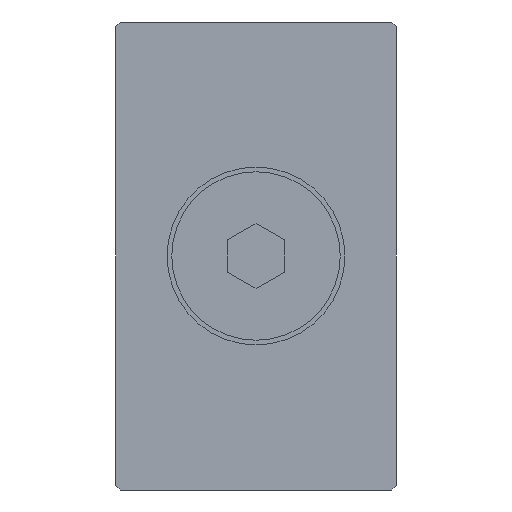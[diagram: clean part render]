
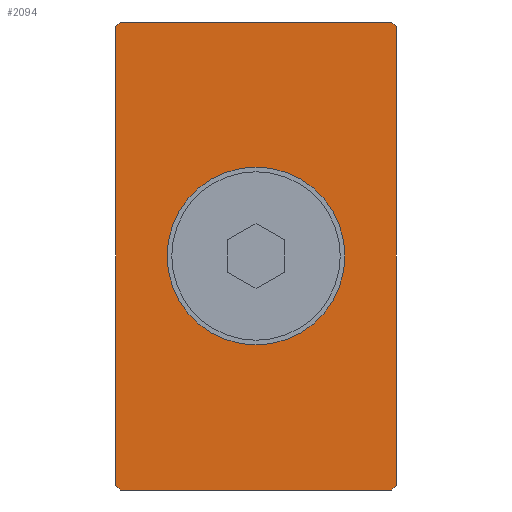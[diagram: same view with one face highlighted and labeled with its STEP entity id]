
A CAD part, front view. The second image highlights one B-rep face of the part: STEP entity #2094.
In plain terms, the highlighted planar face has unit normal (0, -1, 0).
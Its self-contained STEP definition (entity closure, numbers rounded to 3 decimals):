
#30=LINE('',#3164,#215);
#34=LINE('',#3177,#219);
#37=LINE('',#3183,#222);
#56=LINE('',#3237,#241);
#59=LINE('',#3243,#244);
#62=LINE('',#3253,#247);
#65=LINE('',#3259,#250);
#75=LINE('',#3285,#260);
#215=VECTOR('',#2502,1000.);
#219=VECTOR('',#2512,1000.);
#222=VECTOR('',#2517,1000.);
#241=VECTOR('',#2554,1000.);
#244=VECTOR('',#2559,1000.);
#247=VECTOR('',#2568,1000.);
#250=VECTOR('',#2573,1000.);
#260=VECTOR('',#2591,1000.);
#410=PLANE('',#2282);
#543=CIRCLE('',#2283,9.5);
#703=ORIENTED_EDGE('',*,*,#1260,.F.);
#704=ORIENTED_EDGE('',*,*,#1198,.F.);
#705=ORIENTED_EDGE('',*,*,#1258,.F.);
#706=ORIENTED_EDGE('',*,*,#1245,.F.);
#707=ORIENTED_EDGE('',*,*,#1242,.F.);
#708=ORIENTED_EDGE('',*,*,#1237,.F.);
#709=ORIENTED_EDGE('',*,*,#1234,.F.);
#710=ORIENTED_EDGE('',*,*,#1207,.F.);
#711=ORIENTED_EDGE('',*,*,#1204,.F.);
#1198=EDGE_CURVE('',#1481,#1482,#30,.T.);
#1204=EDGE_CURVE('',#1482,#1487,#34,.T.);
#1207=EDGE_CURVE('',#1487,#1489,#37,.T.);
#1234=EDGE_CURVE('',#1489,#1515,#56,.T.);
#1237=EDGE_CURVE('',#1515,#1517,#59,.T.);
#1242=EDGE_CURVE('',#1517,#1521,#62,.T.);
#1245=EDGE_CURVE('',#1521,#1523,#65,.T.);
#1258=EDGE_CURVE('',#1523,#1481,#75,.T.);
#1260=EDGE_CURVE('',#1535,#1535,#543,.F.);
#1481=VERTEX_POINT('',#3165);
#1482=VERTEX_POINT('',#3166);
#1487=VERTEX_POINT('',#3178);
#1489=VERTEX_POINT('',#3184);
#1515=VERTEX_POINT('',#3238);
#1517=VERTEX_POINT('',#3244);
#1521=VERTEX_POINT('',#3254);
#1523=VERTEX_POINT('',#3260);
#1535=VERTEX_POINT('',#3290);
#1725=EDGE_LOOP('',(#703));
#1726=EDGE_LOOP('',(#704,#705,#706,#707,#708,#709,#710,#711));
#1908=FACE_BOUND('',#1725,.T.);
#1909=FACE_BOUND('',#1726,.T.);
#2094=ADVANCED_FACE('',(#1908,#1909),#410,.F.);
#2282=AXIS2_PLACEMENT_3D('',#3288,#2595,#2596);
#2283=AXIS2_PLACEMENT_3D('',#3289,#2597,#2598);
#2502=DIRECTION('',(-0.707,0.,0.707));
#2512=DIRECTION('',(0.,0.,1.));
#2517=DIRECTION('',(0.707,0.,0.707));
#2554=DIRECTION('',(1.,0.,0.));
#2559=DIRECTION('',(0.707,0.,-0.707));
#2568=DIRECTION('',(0.,0.,-1.));
#2573=DIRECTION('',(-0.707,0.,-0.707));
#2591=DIRECTION('',(-1.,0.,0.));
#2595=DIRECTION('',(0.,1.,0.));
#2596=DIRECTION('',(0.,0.,1.));
#2597=DIRECTION('',(0.,1.,0.));
#2598=DIRECTION('',(0.,0.,1.));
#3164=CARTESIAN_POINT('',(-14.5,0.,-25.));
#3165=CARTESIAN_POINT('',(-14.5,0.,-25.));
#3166=CARTESIAN_POINT('',(-15.,0.,-24.5));
#3177=CARTESIAN_POINT('',(-15.,0.,-24.5));
#3178=CARTESIAN_POINT('',(-15.,0.,24.5));
#3183=CARTESIAN_POINT('',(-15.,0.,24.5));
#3184=CARTESIAN_POINT('',(-14.5,0.,25.));
#3237=CARTESIAN_POINT('',(-14.5,0.,25.));
#3238=CARTESIAN_POINT('',(14.5,0.,25.));
#3243=CARTESIAN_POINT('',(14.5,0.,25.));
#3244=CARTESIAN_POINT('',(15.,0.,24.5));
#3253=CARTESIAN_POINT('',(15.,0.,24.5));
#3254=CARTESIAN_POINT('',(15.,0.,-24.5));
#3259=CARTESIAN_POINT('',(15.,0.,-24.5));
#3260=CARTESIAN_POINT('',(14.5,0.,-25.));
#3285=CARTESIAN_POINT('',(14.5,0.,-25.));
#3288=CARTESIAN_POINT('',(0.,0.,0.));
#3289=CARTESIAN_POINT('',(0.,0.,0.));
#3290=CARTESIAN_POINT('',(0.,0.,9.5));
